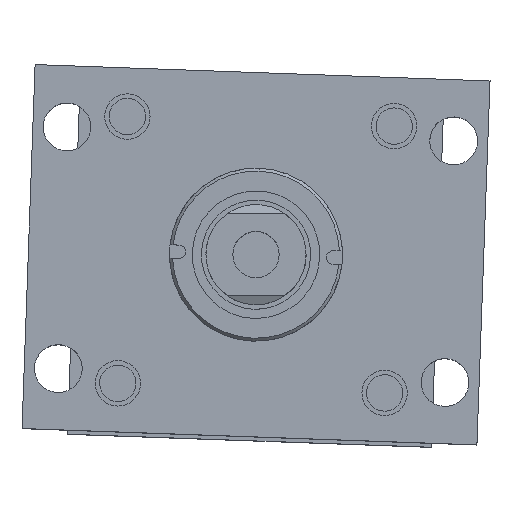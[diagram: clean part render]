
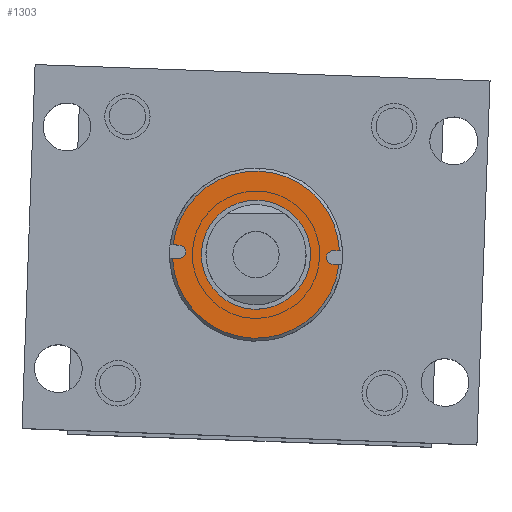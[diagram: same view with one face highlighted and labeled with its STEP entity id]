
A CAD part, top view. The second image highlights one B-rep face of the part: STEP entity #1303.
In plain terms, the highlighted face is planar.
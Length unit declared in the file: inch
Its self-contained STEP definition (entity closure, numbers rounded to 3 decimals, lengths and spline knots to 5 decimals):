
#166 = AXIS2_PLACEMENT_3D ( 'NONE', #9187, #2266, #3871 ) ;
#207 = ORIENTED_EDGE ( 'NONE', *, *, #8732, .T. ) ;
#258 = CARTESIAN_POINT ( 'NONE',  ( 9.17484, 15.23865, 0.094 ) ) ;
#404 = CARTESIAN_POINT ( 'NONE',  ( 9.17484, 17.5298, 0. ) ) ;
#677 = ORIENTED_EDGE ( 'NONE', *, *, #4207, .F. ) ;
#1099 = VERTEX_POINT ( 'NONE', #8006 ) ;
#1126 = AXIS2_PLACEMENT_3D ( 'NONE', #2227, #2979, #8290 ) ;
#1226 = EDGE_CURVE ( 'NONE', #9028, #3203, #5299, .T. ) ;
#1303 = ADVANCED_FACE ( 'NONE', ( #3261, #4222 ), #1905, .F. ) ;
#1385 = VERTEX_POINT ( 'NONE', #2716 ) ;
#1469 = CARTESIAN_POINT ( 'NONE',  ( 9.17484, 15.3203, 0.094 ) ) ;
#1477 = DIRECTION ( 'NONE',  ( 0., 1., 0. ) ) ;
#1482 = CARTESIAN_POINT ( 'NONE',  ( 9.17484, 16.3823, 0. ) ) ;
#1532 = EDGE_CURVE ( 'NONE', #9017, #7334, #2770, .T. ) ;
#1536 = ORIENTED_EDGE ( 'NONE', *, *, #4709, .T. ) ;
#1561 = DIRECTION ( 'NONE',  ( 0., -1., 0. ) ) ;
#1804 = EDGE_CURVE ( 'NONE', #6657, #1099, #4086, .T. ) ;
#1905 = PLANE ( 'NONE',  #2959 ) ;
#2062 = CARTESIAN_POINT ( 'NONE',  ( 9.17484, 17.5298, 0.094 ) ) ;
#2128 = VERTEX_POINT ( 'NONE', #5223 ) ;
#2142 = CARTESIAN_POINT ( 'NONE',  ( 9.17484, 17.5298, 0.094 ) ) ;
#2227 = CARTESIAN_POINT ( 'NONE',  ( 9.17484, 15.3203, 0. ) ) ;
#2266 = DIRECTION ( 'NONE',  ( -1., 0., 0. ) ) ;
#2347 = CARTESIAN_POINT ( 'NONE',  ( 9.17484, 17.4443, -0.094 ) ) ;
#2495 = EDGE_LOOP ( 'NONE', ( #2677, #2558 ) ) ;
#2558 = ORIENTED_EDGE ( 'NONE', *, *, #5308, .F. ) ;
#2677 = ORIENTED_EDGE ( 'NONE', *, *, #7717, .F. ) ;
#2714 = CARTESIAN_POINT ( 'NONE',  ( 9.17484, 15.3203, -0.094 ) ) ;
#2716 = CARTESIAN_POINT ( 'NONE',  ( 9.17484, 16.3823, -0.75 ) ) ;
#2770 = CIRCLE ( 'NONE', #7756, 0.094 ) ;
#2959 = AXIS2_PLACEMENT_3D ( 'NONE', #404, #8797, #5028 ) ;
#2979 = DIRECTION ( 'NONE',  ( 1., 0., 0. ) ) ;
#3030 = DIRECTION ( 'NONE',  ( 0., 0., 1. ) ) ;
#3203 = VERTEX_POINT ( 'NONE', #1469 ) ;
#3261 = FACE_OUTER_BOUND ( 'NONE', #7845, .T. ) ;
#3380 = ORIENTED_EDGE ( 'NONE', *, *, #1226, .T. ) ;
#3541 = CIRCLE ( 'NONE', #7221, 1.1475 ) ;
#3601 = DIRECTION ( 'NONE',  ( 0., 0., 1. ) ) ;
#3602 = EDGE_CURVE ( 'NONE', #1099, #9498, #3541, .T. ) ;
#3644 = CIRCLE ( 'NONE', #166, 1.1475 ) ;
#3811 = CARTESIAN_POINT ( 'NONE',  ( 9.17484, 17.5298, -0.094 ) ) ;
#3814 = CARTESIAN_POINT ( 'NONE',  ( 9.17484, 17.52594, -0.094 ) ) ;
#3862 = ORIENTED_EDGE ( 'NONE', *, *, #9316, .F. ) ;
#3871 = DIRECTION ( 'NONE',  ( 0., 0., 1. ) ) ;
#3881 = VERTEX_POINT ( 'NONE', #258 ) ;
#3979 = CIRCLE ( 'NONE', #5018, 0.75 ) ;
#3999 = AXIS2_PLACEMENT_3D ( 'NONE', #5913, #5157, #9690 ) ;
#4086 = CIRCLE ( 'NONE', #6408, 1.1475 ) ;
#4202 = VECTOR ( 'NONE', #4667, 39.37008 ) ;
#4207 = EDGE_CURVE ( 'NONE', #3881, #3203, #5451, .T. ) ;
#4222 = FACE_BOUND ( 'NONE', #2495, .T. ) ;
#4269 = VERTEX_POINT ( 'NONE', #7488 ) ;
#4287 = CARTESIAN_POINT ( 'NONE',  ( 9.17484, 17.4443, 0. ) ) ;
#4667 = DIRECTION ( 'NONE',  ( 0., 1., 0. ) ) ;
#4709 = EDGE_CURVE ( 'NONE', #3881, #2128, #3644, .T. ) ;
#4814 = CARTESIAN_POINT ( 'NONE',  ( 9.17484, 15.23865, -0.094 ) ) ;
#4970 = VECTOR ( 'NONE', #1477, 39.37008 ) ;
#5018 = AXIS2_PLACEMENT_3D ( 'NONE', #5836, #8132, #3601 ) ;
#5028 = DIRECTION ( 'NONE',  ( 0., 1., 0. ) ) ;
#5157 = DIRECTION ( 'NONE',  ( -1., 0., 0. ) ) ;
#5223 = CARTESIAN_POINT ( 'NONE',  ( 9.17484, 17.52594, 0.094 ) ) ;
#5299 = CIRCLE ( 'NONE', #1126, 0.094 ) ;
#5308 = EDGE_CURVE ( 'NONE', #1385, #4269, #3979, .T. ) ;
#5405 = CIRCLE ( 'NONE', #3999, 0.75 ) ;
#5451 = LINE ( 'NONE', #2142, #4970 ) ;
#5628 = VECTOR ( 'NONE', #1561, 39.37008 ) ;
#5680 = DIRECTION ( 'NONE',  ( 0., 0., -1. ) ) ;
#5775 = DIRECTION ( 'NONE',  ( 0., 0., 1. ) ) ;
#5836 = CARTESIAN_POINT ( 'NONE',  ( 9.17484, 16.3823, 0. ) ) ;
#5855 = LINE ( 'NONE', #3811, #5628 ) ;
#5913 = CARTESIAN_POINT ( 'NONE',  ( 9.17484, 16.3823, 0. ) ) ;
#5991 = EDGE_CURVE ( 'NONE', #2128, #9017, #6961, .T. ) ;
#6338 = LINE ( 'NONE', #7721, #4202 ) ;
#6408 = AXIS2_PLACEMENT_3D ( 'NONE', #1482, #6827, #3030 ) ;
#6606 = DIRECTION ( 'NONE',  ( -1., 0., 0. ) ) ;
#6657 = VERTEX_POINT ( 'NONE', #3814 ) ;
#6827 = DIRECTION ( 'NONE',  ( -1., 0., 0. ) ) ;
#6961 = LINE ( 'NONE', #2062, #9833 ) ;
#7221 = AXIS2_PLACEMENT_3D ( 'NONE', #8882, #6606, #5775 ) ;
#7334 = VERTEX_POINT ( 'NONE', #2347 ) ;
#7488 = CARTESIAN_POINT ( 'NONE',  ( 9.17484, 16.3823, 0.75 ) ) ;
#7717 = EDGE_CURVE ( 'NONE', #4269, #1385, #5405, .T. ) ;
#7721 = CARTESIAN_POINT ( 'NONE',  ( 9.17484, 17.5298, -0.094 ) ) ;
#7756 = AXIS2_PLACEMENT_3D ( 'NONE', #4287, #7988, #5680 ) ;
#7845 = EDGE_LOOP ( 'NONE', ( #9230, #8331, #207, #3380, #677, #1536, #8761, #9253, #3862 ) ) ;
#7954 = CARTESIAN_POINT ( 'NONE',  ( 9.17484, 17.4443, 0.094 ) ) ;
#7988 = DIRECTION ( 'NONE',  ( 1., 0., 0. ) ) ;
#8006 = CARTESIAN_POINT ( 'NONE',  ( 9.17484, 16.3823, -1.1475 ) ) ;
#8132 = DIRECTION ( 'NONE',  ( -1., 0., 0. ) ) ;
#8155 = DIRECTION ( 'NONE',  ( 0., -1., 0. ) ) ;
#8290 = DIRECTION ( 'NONE',  ( 0., 0., -1. ) ) ;
#8331 = ORIENTED_EDGE ( 'NONE', *, *, #3602, .T. ) ;
#8732 = EDGE_CURVE ( 'NONE', #9498, #9028, #6338, .T. ) ;
#8761 = ORIENTED_EDGE ( 'NONE', *, *, #5991, .T. ) ;
#8797 = DIRECTION ( 'NONE',  ( 1., 0., 0. ) ) ;
#8882 = CARTESIAN_POINT ( 'NONE',  ( 9.17484, 16.3823, 0. ) ) ;
#9017 = VERTEX_POINT ( 'NONE', #7954 ) ;
#9028 = VERTEX_POINT ( 'NONE', #2714 ) ;
#9187 = CARTESIAN_POINT ( 'NONE',  ( 9.17484, 16.3823, 0. ) ) ;
#9230 = ORIENTED_EDGE ( 'NONE', *, *, #1804, .T. ) ;
#9253 = ORIENTED_EDGE ( 'NONE', *, *, #1532, .T. ) ;
#9316 = EDGE_CURVE ( 'NONE', #6657, #7334, #5855, .T. ) ;
#9498 = VERTEX_POINT ( 'NONE', #4814 ) ;
#9690 = DIRECTION ( 'NONE',  ( 0., 0., 1. ) ) ;
#9833 = VECTOR ( 'NONE', #8155, 39.37008 ) ;
